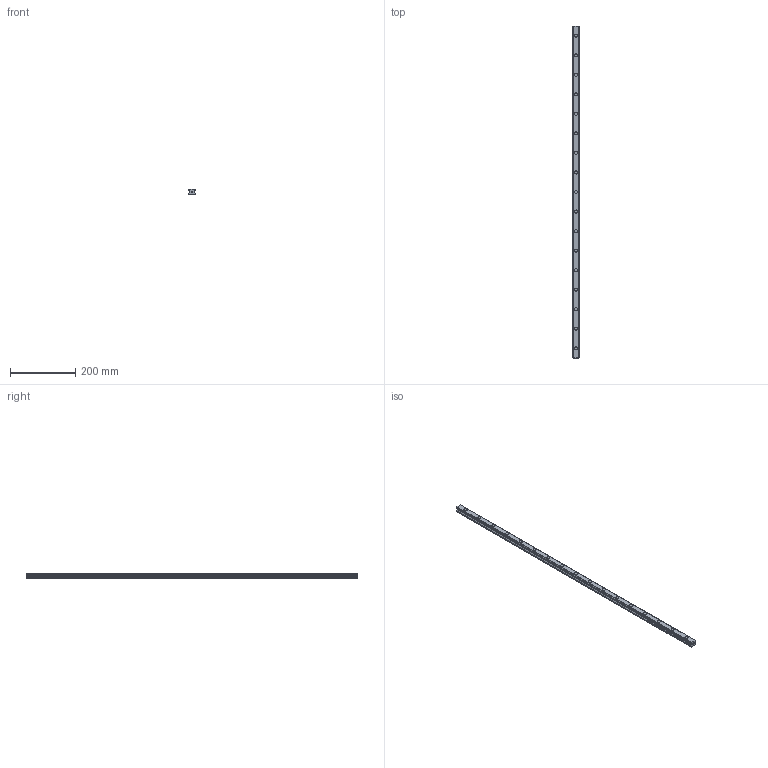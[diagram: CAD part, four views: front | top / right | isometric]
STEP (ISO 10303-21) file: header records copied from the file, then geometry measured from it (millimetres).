
FILE_DESCRIPTION(('STEP AP214'),'1');
FILE_NAME('cctmp_9408C7CE-E634-4D10-A310-5D01A3642A52_2020_5_18_12_49_51_570..stp','2020-05-18T10:49:51',('HIWIN GmbH'),('CADClick - www.CADClick.com'),'Spatial InterOp 3D',' ','unknown authorization');
FILE_SCHEMA(('AUTOMOTIVE_DESIGN'));
Length unit declared in the file: millimetre
Products named in the file (1): HGR20R1020H_FILE
Bounding box: 20 x 1020 x 17.5 mm (x, y, z)
Volume: 291607.3 mm3; surface area: 86887.5 mm2
Topology: 1 solids, 1 shells, 260 faces, 609 edges, 406 vertices
Faces by surface type: plane 136, cylinder 124
Entity records: 9625 total; most frequent: DIRECTION 1379, CARTESIAN_POINT 1276, ORIENTED_EDGE 1218, EDGE_CURVE 609, AXIS2_PLACEMENT_3D 509, VERTEX_POINT 406, LINE 361, VECTOR 361
